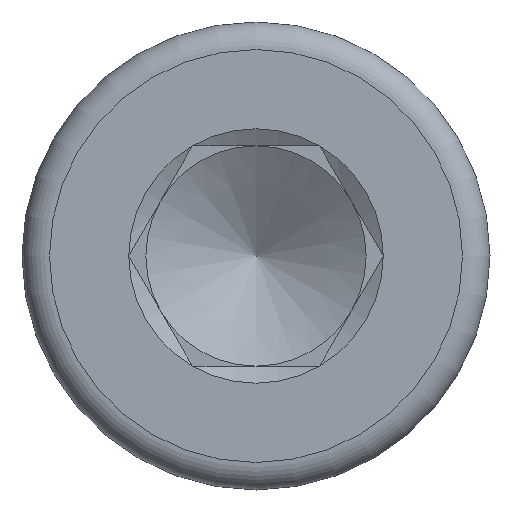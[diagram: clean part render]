
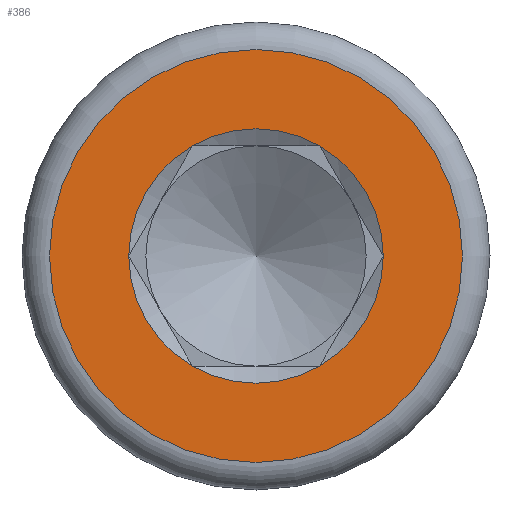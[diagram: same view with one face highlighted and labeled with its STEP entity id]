
A CAD part, left-side view. The second image highlights one B-rep face of the part: STEP entity #386.
In plain terms, the highlighted planar face has unit normal (-1, 0, 0).
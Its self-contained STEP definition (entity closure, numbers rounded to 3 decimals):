
#54=CIRCLE('',#406,2.31);
#55=CIRCLE('',#407,2.31);
#69=CIRCLE('',#430,3.75);
#82=VERTEX_POINT('',#572);
#84=VERTEX_POINT('',#575);
#103=VERTEX_POINT('',#651);
#170=EDGE_CURVE('',#82,#84,#54,.T.);
#171=EDGE_CURVE('',#84,#82,#55,.T.);
#198=EDGE_CURVE('',#103,#103,#69,.T.);
#274=ORIENTED_EDGE('',*,*,#198,.F.);
#275=ORIENTED_EDGE('',*,*,#170,.F.);
#276=ORIENTED_EDGE('',*,*,#171,.F.);
#335=EDGE_LOOP('',(#274));
#336=EDGE_LOOP('',(#275,#276));
#361=FACE_BOUND('',#335,.T.);
#362=FACE_BOUND('',#336,.T.);
#386=ADVANCED_FACE('',(#361,#362),#681,.F.);
#406=AXIS2_PLACEMENT_3D('',#574,#469,#470);
#407=AXIS2_PLACEMENT_3D('',#576,#471,#472);
#430=AXIS2_PLACEMENT_3D('',#652,#516,#517);
#431=AXIS2_PLACEMENT_3D('',#653,#518,$);
#469=DIRECTION('',(-1.,0.,0.));
#470=DIRECTION('',(0.,0.,-2.31));
#471=DIRECTION('',(-1.,0.,0.));
#472=DIRECTION('',(0.,0.,-2.31));
#516=DIRECTION('',(1.,0.,0.));
#517=DIRECTION('',(0.,0.,-3.75));
#518=DIRECTION('',(1.,0.,0.));
#572=CARTESIAN_POINT('',(-5.,0.,2.31));
#574=CARTESIAN_POINT('',(-5.,0.,0.));
#575=CARTESIAN_POINT('',(-5.,0.,-2.31));
#576=CARTESIAN_POINT('',(-5.,0.,0.));
#651=CARTESIAN_POINT('',(-5.,0.,-3.75));
#652=CARTESIAN_POINT('',(-5.,0.,0.));
#653=CARTESIAN_POINT('',(-5.,0.,0.));
#681=PLANE('',#431);
